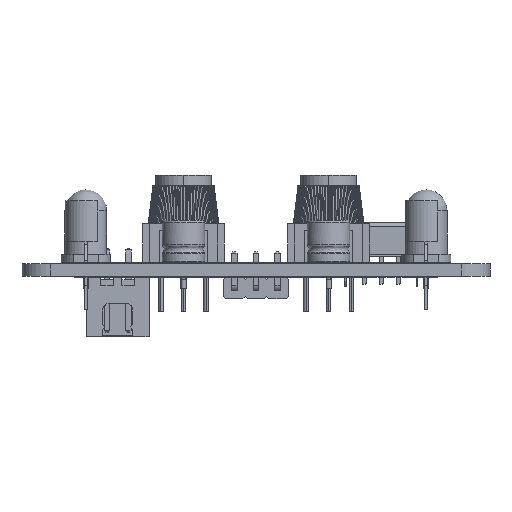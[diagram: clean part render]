
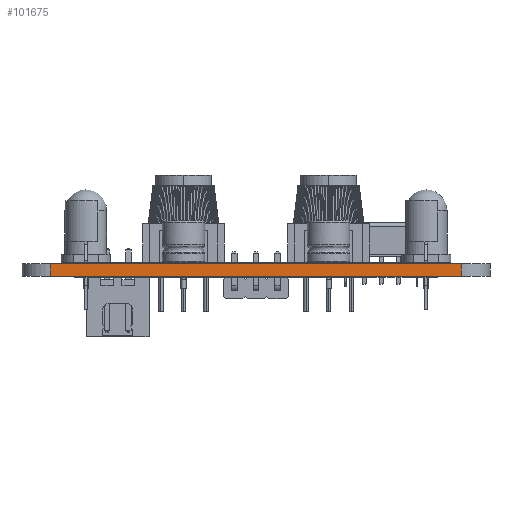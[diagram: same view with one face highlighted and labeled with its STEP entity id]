
A CAD part, front view. The second image highlights one B-rep face of the part: STEP entity #101675.
In plain terms, the highlighted planar face has unit normal (0, -1, 0).
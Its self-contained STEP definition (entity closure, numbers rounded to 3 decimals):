
#100432 = VERTEX_POINT('',#100433);
#100433 = CARTESIAN_POINT('',(-24.1,-27.5,0.));
#100440 = EDGE_CURVE('',#100441,#100432,#100443,.T.);
#100441 = VERTEX_POINT('',#100442);
#100442 = CARTESIAN_POINT('',(24.1,-27.5,0.));
#100443 = LINE('',#100444,#100445);
#100444 = CARTESIAN_POINT('',(24.1,-27.5,0.));
#100445 = VECTOR('',#100446,1.);
#100446 = DIRECTION('',(-1.,0.,0.));
#101040 = VERTEX_POINT('',#101041);
#101041 = CARTESIAN_POINT('',(-24.1,-27.5,1.51));
#101048 = EDGE_CURVE('',#101049,#101040,#101051,.T.);
#101049 = VERTEX_POINT('',#101050);
#101050 = CARTESIAN_POINT('',(24.1,-27.5,1.51));
#101051 = LINE('',#101052,#101053);
#101052 = CARTESIAN_POINT('',(24.1,-27.5,1.51));
#101053 = VECTOR('',#101054,1.);
#101054 = DIRECTION('',(-1.,0.,0.));
#101647 = EDGE_CURVE('',#100441,#101049,#101648,.T.);
#101648 = LINE('',#101649,#101650);
#101649 = CARTESIAN_POINT('',(24.1,-27.5,0.));
#101650 = VECTOR('',#101651,1.);
#101651 = DIRECTION('',(0.,0.,1.));
#101675 = ADVANCED_FACE('',(#101676),#101687,.T.);
#101676 = FACE_BOUND('',#101677,.T.);
#101677 = EDGE_LOOP('',(#101678,#101679,#101680,#101686));
#101678 = ORIENTED_EDGE('',*,*,#101647,.T.);
#101679 = ORIENTED_EDGE('',*,*,#101048,.T.);
#101680 = ORIENTED_EDGE('',*,*,#101681,.F.);
#101681 = EDGE_CURVE('',#100432,#101040,#101682,.T.);
#101682 = LINE('',#101683,#101684);
#101683 = CARTESIAN_POINT('',(-24.1,-27.5,0.));
#101684 = VECTOR('',#101685,1.);
#101685 = DIRECTION('',(0.,0.,1.));
#101686 = ORIENTED_EDGE('',*,*,#100440,.F.);
#101687 = PLANE('',#101688);
#101688 = AXIS2_PLACEMENT_3D('',#101689,#101690,#101691);
#101689 = CARTESIAN_POINT('',(24.1,-27.5,0.));
#101690 = DIRECTION('',(0.,-1.,0.));
#101691 = DIRECTION('',(-1.,0.,0.));
